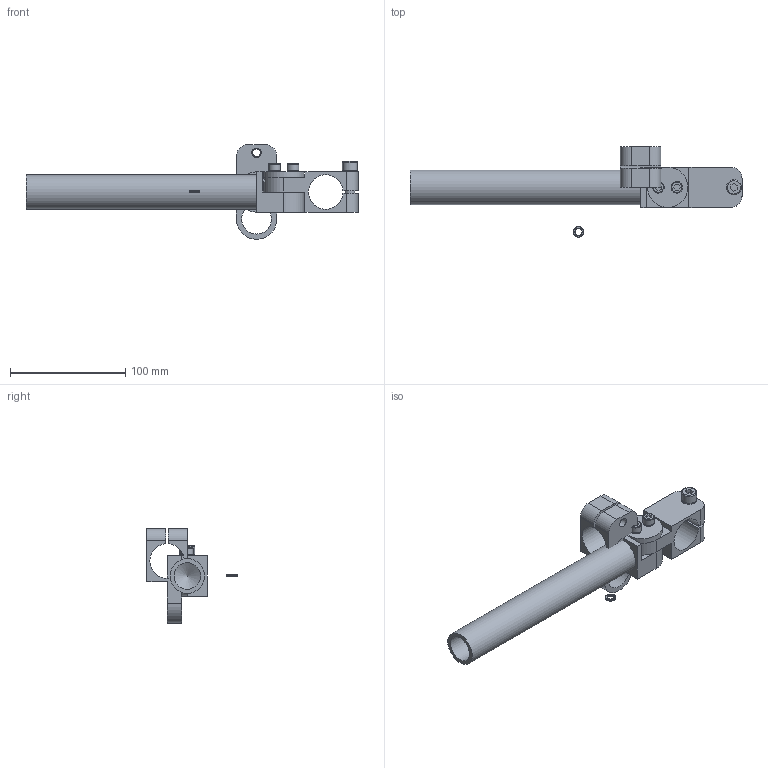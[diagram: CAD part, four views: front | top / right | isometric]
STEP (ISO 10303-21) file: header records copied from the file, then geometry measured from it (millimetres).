
FILE_DESCRIPTION( ( 'STEP AP214' ), '1' );
FILE_NAME( 'CA.GVR.3030.200.stp', '2014-07-14T07:39:08', ( ' ' ), ( ' ' ), 'XStep 1.0', ' ', ' ' );
FILE_SCHEMA( ( 'CONFIG_CONTROL_DESIGN) ( )' ) );
Length unit declared in the file: metre
Products named in the file (9): Assem1; GVR.30.2; GVR.30.3; R.8.SCH; R.6.SCH; V-tcei M  6 x 35; GVR.30.1.200; V-tcei M  8 x 35
Bounding box: 288 x 78.14 x 82 mm (x, y, z)
Volume: 353837.4 mm3; surface area: 109490.4 mm2
Topology: 14 solids, 17 shells, 776 faces, 2189 edges, 1454 vertices
Faces by surface type: plane 692, cylinder 64, torus 12, cone 8
Full cylindrical faces by diameter (mm): 4.917 x4, 6 x4, 6.2 x7, 6.647 x2, 8 x2, 8.2 x2, 8.3 x2, 9 x3, 10 x4, 13 x4, 23 x2, 25.9 x4, 26 x2, 30 x2, 35 x2
Entity records: 9369 total; most frequent: DIRECTION 1621, CARTESIAN_POINT 1581, ORIENTED_EDGE 1516, EDGE_CURVE 758, AXIS2_PLACEMENT_3D 562, VERTEX_POINT 522, LINE 497, VECTOR 497
